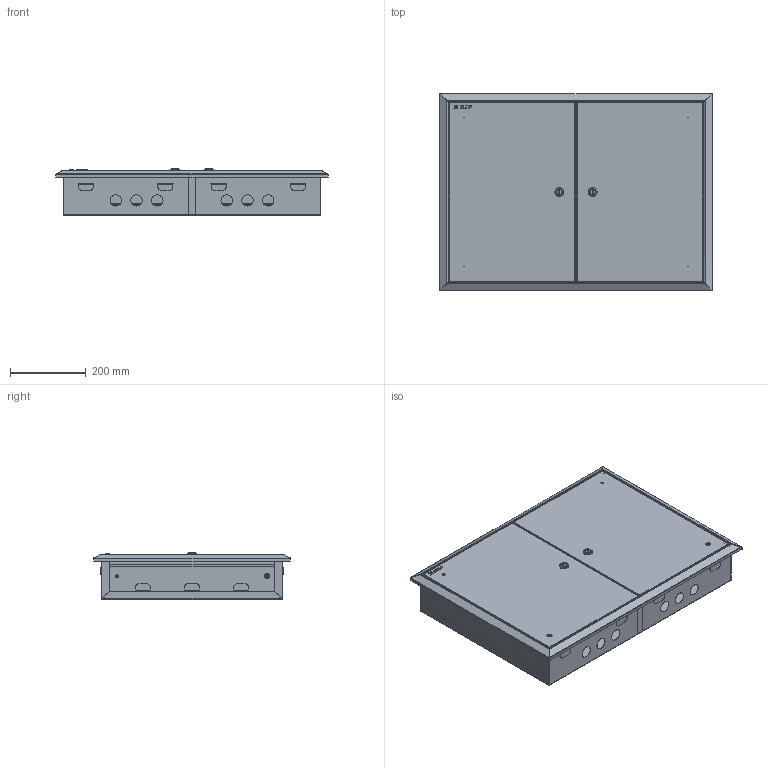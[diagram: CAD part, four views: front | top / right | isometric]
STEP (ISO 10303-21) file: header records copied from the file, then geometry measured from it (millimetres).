
FILE_DESCRIPTION (( 'STEP AP214' ), '1' );
FILE_NAME ('昈-1191.00.00.000 捘.STEP', '2017-09-11T13:32:31', ( 'admin' ), ( '' ), 'SwSTEP 2.0', 'SolidWorks 2017', '' );
FILE_SCHEMA (( 'AUTOMOTIVE_DESIGN' ));
Length unit declared in the file: millimetre
Products named in the file (41): Êðîíøòåéí 40õ40; Çàìîê ïî÷òîâûé; 昈-1190.01.01.001; Âíóòðåííåå òåëî çàìêà; Çåðêàëüíî îòðàçèòüÏðîêëàäêà; 倘-1190.01.00.001_寛-1191.01.00.001; Ãàéêà; Çåðêàëüíî îòðàçèòüßçû÷îê; Ïðîêëàäêà ìåòàëëè÷åñêàÿ 2; Çåðêàëüíî îòðàçèòüÏðîêëàäêà ìåòàëëè÷åñêàÿ; 昈-1191.00.00.000 捘; pan head cross recess screw_din_ISO 7045 - M4 x 6 - Z --- 6N; Ïðîêëàäêà; Çåðêàëüíî îòðàçèòüÒåëî çàìêà; Washer 6402_3_gost_丐ｩ｡ 2 6 ヮ葬 6402-70; Çåðêàëüíî îòðàçèòüÇàêëåïêà öèëèíäðè÷åñêàÿ Ì4 ÑÒ-Á ñ âíóòðåííåé ðåçüáîé_Œ8; Çåðêàëüíî îòðàçèòüØïèëüêà îìåäíåííàÿ Ì6õ12; 哏铌; Ïðîêëàäêà ìåòàëëè÷åñêàÿ; Çåðêàëüíî îòðàçèòüÌÈ-1190.02.00.0011_Œˆ-1191.02.00.001; Òåëî çàìêà; cross ph tapping 968_din_Screw DIN 968-ST4.2x13-C-H-N; Çàêëåïêà öèëèíäðè÷åñêàÿ Ì4 ÑÒ-Á ñ âíóòðåííåé ðåçüáîé_Œ8; pan head cross recess screw_din_DIN EN ISO 7045 - M4 x 16 - Z - 16N; 倘-1190.02.00.001_寛-1191.02.00.001; hex flange nut_din_Hexagon Flange Nut DIN 6923 - M6 - N; 倘-1190.01.00.000 蚜_寛-1191.01.00.00.000 憗; 倘-1190.03.00.000 蚜_寛-1191.03.00.000 憗; 呧蜦 3D; Çåðêàëüíî îòðàçèòüÌÈ-1190.02.00.000 ÑÁ2; 昈-1190.04.00.000 捘; 倘-1190.03.00.001_寛-1191.03.00.001; Çåðêàëüíî îòðàçèòüÇàìîê ïî÷òîâûé2; 昈-1190.04.00.001; DIN-謥濋趌L=315 洵; Çåðêàëüíî îòðàçèòüÂíóòðåííåå òåëî çàìêà; 昈-1190.01.01.000 捘; 倘-1190.02.00.000 蚜_寛-1191.02.00.000 憗; Çåðêàëüíî îòðàçèòüÃàéêà; Øïèëüêà îìåäíåííàÿ Ì6õ12 ...
Assembly tree (95 placements, depth 4):
  昈-1191.00.00.000 捘
    倘-1190.01.00.000 蚜_寛-1191.01.00.00.000 憗
      倘-1190.01.00.001_寛-1191.01.00.001
      昈-1190.01.01.000 捘  x2
        昈-1190.01.01.001
        Êðîíøòåéí 40õ40
        Øïèëüêà îìåäíåííàÿ Ì6õ12
      Êðîíøòåéí 40õ40  x8
      昈-1190.04.00.000 捘
        昈-1190.04.00.001
        Êðîíøòåéí 40õ40  x6
    倘-1190.02.00.000 蚜_寛-1191.02.00.000 憗
      倘-1190.02.00.001_寛-1191.02.00.001
      Øïèëüêà îìåäíåííàÿ Ì6õ12  x2
      Çàêëåïêà öèëèíäðè÷åñêàÿ Ì4 ÑÒ-Á ñ âíóòðåííåé ðåçüáîé_Œ8  x2
      Çàìîê ïî÷òîâûé
        Òåëî çàìêà
        Ïðîêëàäêà ìåòàëëè÷åñêàÿ
        哏铌
        Washer 6402_3_gost_丐ｩ｡ 2 6 ヮ葬 6402-70
        Ïðîêëàäêà
        pan head cross recess screw_din_ISO 7045 - M4 x 6 - Z --- 6N
        Ïðîêëàäêà ìåòàëëè÷åñêàÿ 2
        Ãàéêà
        Âíóòðåííåå òåëî çàìêà
    DIN-謥濋趌L=315 洵  x6
    倘-1190.03.00.000 蚜_寛-1191.03.00.000 憗  x2
      倘-1190.03.00.001_寛-1191.03.00.001
      Øïèëüêà îìåäíåííàÿ Ì6õ12
    hex flange nut_din_Hexagon Flange Nut DIN 6923 - M6 - N  x4
    pan head cross recess screw_din_DIN EN ISO 7045 - M4 x 16 - Z - 16N  x2
    cross ph tapping 968_din_Screw DIN 968-ST4.2x13-C-H-N  x20
    Çåðêàëüíî îòðàçèòüÌÈ-1190.02.00.000 ÑÁ2
      Çåðêàëüíî îòðàçèòüÌÈ-1190.02.00.0011_Œˆ-1191.02.00.001
      Çåðêàëüíî îòðàçèòüØïèëüêà îìåäíåííàÿ Ì6õ12  x2
      Çåðêàëüíî îòðàçèòüÇàêëåïêà öèëèíäðè÷åñêàÿ Ì4 ÑÒ-Á ñ âíóòðåííåé ðåçüáîé_Œ8  x2
      Çåðêàëüíî îòðàçèòüÇàìîê ïî÷òîâûé2
        Çåðêàëüíî îòðàçèòüÒåëî çàìêà
        Çåðêàëüíî îòðàçèòüÏðîêëàäêà ìåòàëëè÷åñêàÿ
        Çåðêàëüíî îòðàçèòüßçû÷îê
        Washer 6402_3_gost_丐ｩ｡ 2 6 ヮ葬 6402-70
        Çåðêàëüíî îòðàçèòüÏðîêëàäêà
        pan head cross recess screw_din_ISO 7045 - M4 x 6 - Z --- 6N
        Çåðêàëüíî îòðàçèòüÏðîêëàäêà ìåòàëëè÷åñêàÿ 2
        Çåðêàëüíî îòðàçèòüÃàéêà
        Çåðêàëüíî îòðàçèòüÂíóòðåííåå òåëî çàìêà
    呧蜦 3D
Bounding box: 720 x 520.01 x 124.2 mm (x, y, z)
Volume: 1111067.7 mm3; surface area: 3028295.9 mm2
Topology: 100 solids, 100 shells, 3276 faces, 8128 edges, 5100 vertices
Faces by surface type: plane 1848, cylinder 892, bspline 288, cone 160, sphere 48, torus 40
Entity records: 46029 total; most frequent: CARTESIAN_POINT 14186, ORIENTED_EDGE 6128, DIRECTION 5802, EDGE_CURVE 3064, LINE 2008, VECTOR 2008, VERTEX_POINT 1919, AXIS2_PLACEMENT_3D 1897
